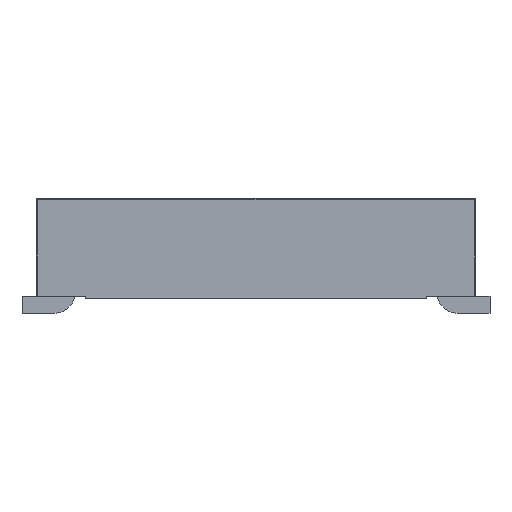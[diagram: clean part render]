
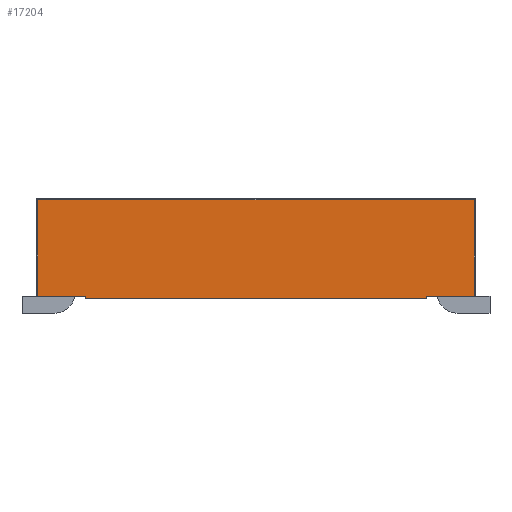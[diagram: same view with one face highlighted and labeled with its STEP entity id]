
A CAD part, front view. The second image highlights one B-rep face of the part: STEP entity #17204.
In plain terms, the highlighted face is planar.
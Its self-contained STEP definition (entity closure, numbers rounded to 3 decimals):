
#501=PLANE('',#17934);
#1233=LINE('',#24633,#2607);
#1278=LINE('',#24728,#2652);
#1320=LINE('',#24826,#2694);
#1324=LINE('',#24838,#2698);
#1326=LINE('',#24841,#2700);
#1465=LINE('',#25095,#2839);
#1466=LINE('',#25097,#2840);
#1467=LINE('',#25099,#2841);
#2607=VECTOR('',#19429,1000.);
#2652=VECTOR('',#19480,1000.);
#2694=VECTOR('',#19554,1000.);
#2698=VECTOR('',#19566,1000.);
#2700=VECTOR('',#19570,1000.);
#2839=VECTOR('',#19729,1000.);
#2840=VECTOR('',#19730,1000.);
#2841=VECTOR('',#19731,1000.);
#5014=ORIENTED_EDGE('',*,*,#8026,.F.);
#5015=ORIENTED_EDGE('',*,*,#8024,.F.);
#5016=ORIENTED_EDGE('',*,*,#8018,.T.);
#5017=ORIENTED_EDGE('',*,*,#7922,.T.);
#5018=ORIENTED_EDGE('',*,*,#8167,.T.);
#5019=ORIENTED_EDGE('',*,*,#8168,.T.);
#5020=ORIENTED_EDGE('',*,*,#8169,.F.);
#5021=ORIENTED_EDGE('',*,*,#7969,.F.);
#7922=EDGE_CURVE('',#9544,#9543,#1233,.T.);
#7969=EDGE_CURVE('',#9590,#9591,#1278,.T.);
#8018=EDGE_CURVE('',#9629,#9544,#1320,.T.);
#8024=EDGE_CURVE('',#9629,#9634,#1324,.T.);
#8026=EDGE_CURVE('',#9634,#9590,#1326,.T.);
#8167=EDGE_CURVE('',#9543,#9740,#1465,.T.);
#8168=EDGE_CURVE('',#9740,#9741,#1466,.T.);
#8169=EDGE_CURVE('',#9591,#9741,#1467,.T.);
#9543=VERTEX_POINT('',#24632);
#9544=VERTEX_POINT('',#24634);
#9590=VERTEX_POINT('',#24727);
#9591=VERTEX_POINT('',#24729);
#9629=VERTEX_POINT('',#24823);
#9634=VERTEX_POINT('',#24836);
#9740=VERTEX_POINT('',#25096);
#9741=VERTEX_POINT('',#25098);
#10794=EDGE_LOOP('',(#5014,#5015,#5016,#5017,#5018,#5019,#5020,#5021));
#11553=FACE_BOUND('',#10794,.T.);
#17204=ADVANCED_FACE('',(#11553),#501,.F.);
#17934=AXIS2_PLACEMENT_3D('',#25094,#19727,#19728);
#19429=DIRECTION('',(0.,1.,0.));
#19480=DIRECTION('',(0.,-1.,0.));
#19554=DIRECTION('',(0.,0.,-1.));
#19566=DIRECTION('',(0.,1.,0.));
#19570=DIRECTION('',(0.,0.,-1.));
#19727=DIRECTION('',(-1.,0.,0.));
#19728=DIRECTION('',(0.,0.,1.));
#19729=DIRECTION('',(0.,0.,-1.));
#19730=DIRECTION('',(0.,1.,0.));
#19731=DIRECTION('',(0.,0.,-1.));
#24632=CARTESIAN_POINT('',(8.25,-3.5,0.05));
#24633=CARTESIAN_POINT('',(8.25,-4.5,0.05));
#24634=CARTESIAN_POINT('',(8.25,-4.48,0.05));
#24727=CARTESIAN_POINT('',(8.25,4.48,0.05));
#24728=CARTESIAN_POINT('',(8.25,4.5,0.05));
#24729=CARTESIAN_POINT('',(8.25,3.5,0.05));
#24823=CARTESIAN_POINT('',(8.25,-4.48,2.03));
#24826=CARTESIAN_POINT('',(8.25,-4.48,2.05));
#24836=CARTESIAN_POINT('',(8.25,4.48,2.03));
#24838=CARTESIAN_POINT('',(8.25,-4.5,2.03));
#24841=CARTESIAN_POINT('',(8.25,4.48,2.05));
#25094=CARTESIAN_POINT('',(8.25,-4.5,2.05));
#25095=CARTESIAN_POINT('',(8.25,-3.5,0.05));
#25096=CARTESIAN_POINT('',(8.25,-3.5,0.));
#25097=CARTESIAN_POINT('',(8.25,-4.5,0.));
#25098=CARTESIAN_POINT('',(8.25,3.5,0.));
#25099=CARTESIAN_POINT('',(8.25,3.5,0.05));
